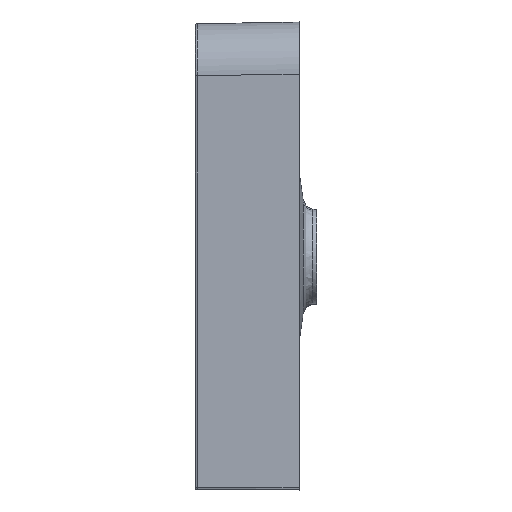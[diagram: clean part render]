
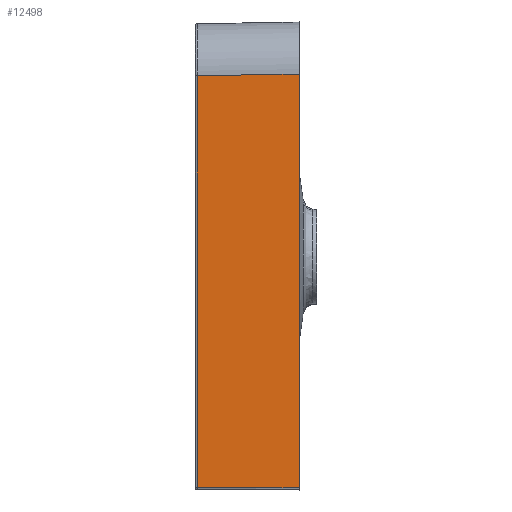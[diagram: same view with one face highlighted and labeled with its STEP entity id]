
A CAD part, left-side view. The second image highlights one B-rep face of the part: STEP entity #12498.
In plain terms, the highlighted planar face has unit normal (-1, 0.018, 0).
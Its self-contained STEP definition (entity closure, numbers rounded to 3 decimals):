
#189 = VERTEX_POINT ( 'NONE', #6650 ) ;
#336 = ORIENTED_EDGE ( 'NONE', *, *, #4979, .F. ) ;
#469 = CARTESIAN_POINT ( 'NONE',  ( -600.001, -100., 224.04 ) ) ;
#483 = LINE ( 'NONE', #2776, #13437 ) ;
#911 = VERTEX_POINT ( 'NONE', #8448 ) ;
#2200 = CARTESIAN_POINT ( 'NONE',  ( -598.27, -0.872, 174.063 ) ) ;
#2255 = EDGE_CURVE ( 'NONE', #189, #3496, #8341, .T. ) ;
#2408 = DIRECTION ( 'NONE',  ( -0.017, -1., 0. ) ) ;
#2707 = CARTESIAN_POINT ( 'NONE',  ( -598.289, -1.965, -222.043 ) ) ;
#2776 = CARTESIAN_POINT ( 'NONE',  ( -598.289, -1.965, 224.04 ) ) ;
#3091 = ORIENTED_EDGE ( 'NONE', *, *, #7553, .T. ) ;
#3297 = DIRECTION ( 'NONE',  ( -0.017, -1., -0.002 ) ) ;
#3496 = VERTEX_POINT ( 'NONE', #13047 ) ;
#3663 = CARTESIAN_POINT ( 'NONE',  ( -598.255, 0., 224.04 ) ) ;
#4222 = DIRECTION ( 'NONE',  ( 0.017, 1., -0.017 ) ) ;
#4593 = DIRECTION ( 'NONE',  ( 0., 0., -1. ) ) ;
#4979 = EDGE_CURVE ( 'NONE', #189, #911, #10022, .T. ) ;
#5511 = VECTOR ( 'NONE', #13290, 1000. ) ;
#5689 = DIRECTION ( 'NONE',  ( -1., 0.017, 0. ) ) ;
#5987 = EDGE_LOOP ( 'NONE', ( #336, #11709, #3091, #8805 ) ) ;
#6650 = CARTESIAN_POINT ( 'NONE',  ( -600.001, -100., 175.793 ) ) ;
#7553 = EDGE_CURVE ( 'NONE', #3496, #12171, #483, .T. ) ;
#7648 = PLANE ( 'NONE',  #13547 ) ;
#7856 = FACE_OUTER_BOUND ( 'NONE', #5987, .T. ) ;
#8341 = LINE ( 'NONE', #2200, #12821 ) ;
#8448 = CARTESIAN_POINT ( 'NONE',  ( -600.001, -100., -222.215 ) ) ;
#8460 = CARTESIAN_POINT ( 'NONE',  ( -598.241, 0.778, -222.039 ) ) ;
#8565 = EDGE_CURVE ( 'NONE', #12171, #911, #11584, .T. ) ;
#8805 = ORIENTED_EDGE ( 'NONE', *, *, #8565, .T. ) ;
#10022 = LINE ( 'NONE', #469, #5511 ) ;
#11584 = LINE ( 'NONE', #8460, #11855 ) ;
#11709 = ORIENTED_EDGE ( 'NONE', *, *, #2255, .T. ) ;
#11855 = VECTOR ( 'NONE', #3297, 1000. ) ;
#12171 = VERTEX_POINT ( 'NONE', #2707 ) ;
#12498 = ADVANCED_FACE ( 'NONE', ( #7856 ), #7648, .T. ) ;
#12821 = VECTOR ( 'NONE', #4222, 1000. ) ;
#13047 = CARTESIAN_POINT ( 'NONE',  ( -598.289, -1.965, 174.082 ) ) ;
#13290 = DIRECTION ( 'NONE',  ( 0., 0., -1. ) ) ;
#13437 = VECTOR ( 'NONE', #4593, 1000. ) ;
#13547 = AXIS2_PLACEMENT_3D ( 'NONE', #3663, #5689, #2408 ) ;
